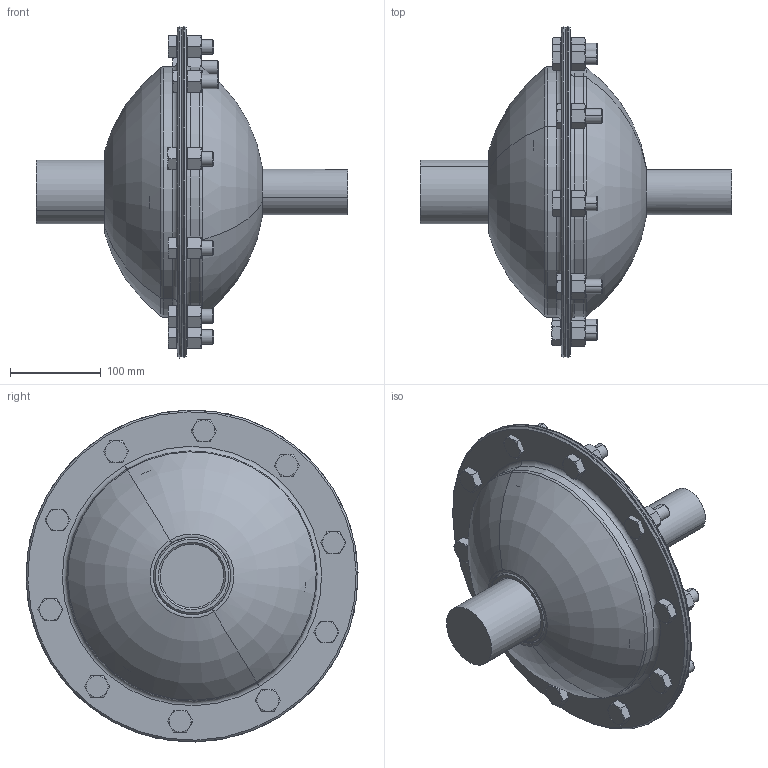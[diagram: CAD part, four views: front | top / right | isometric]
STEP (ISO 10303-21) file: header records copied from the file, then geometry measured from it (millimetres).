
FILE_DESCRIPTION (( 'STEP AP214' ), '1' );
FILE_NAME ('HAWT Gear Assembly.STEP', '2025-05-15T10:35:20', ( '' ), ( '' ), 'SwSTEP 2.0', 'SolidWorks 2022', '' );
FILE_SCHEMA (( 'AUTOMOTIVE_DESIGN' ));
Length unit declared in the file: millimetre
Products named in the file (11): hex screw gradeab fine_iso_ISO 8676 - M16x1.5 x 40-N; gear ring; planet gear new; carrier; hex nut style 2 gradeab_iso_ISO - 4033 - M16 - W - N; cover gearbox2; cover gearbox; HAWT Gear Assembly; high speed shaft; sun gear new; low speed shaft 1
Assembly tree (30 placements, depth 2):
  HAWT Gear Assembly
    gear ring
    sun gear new
    planet gear new  x3
    carrier
    cover gearbox
    cover gearbox2
    high speed shaft
    low speed shaft 1
    hex screw gradeab fine_iso_ISO 8676 - M16x1.5 x 40-N  x10
    hex nut style 2 gradeab_iso_ISO - 4033 - M16 - W - N  x10
Bounding box: 342.5 x 364.9 x 364.9 mm (x, y, z)
Volume: 3911882.6 mm3; surface area: 1013059.1 mm2
Topology: 30 solids, 30 shells, 1577 faces, 4066 edges, 2564 vertices
Faces by surface type: cylinder 993, plane 328, cone 198, torus 58
Entity records: 38888 total; most frequent: DIRECTION 6054, CARTESIAN_POINT 5683, ORIENTED_EDGE 5108, AXIS2_PLACEMENT_3D 2593, EDGE_CURVE 2554, VERTEX_POINT 1670, CIRCLE 1650, EDGE_LOOP 974
